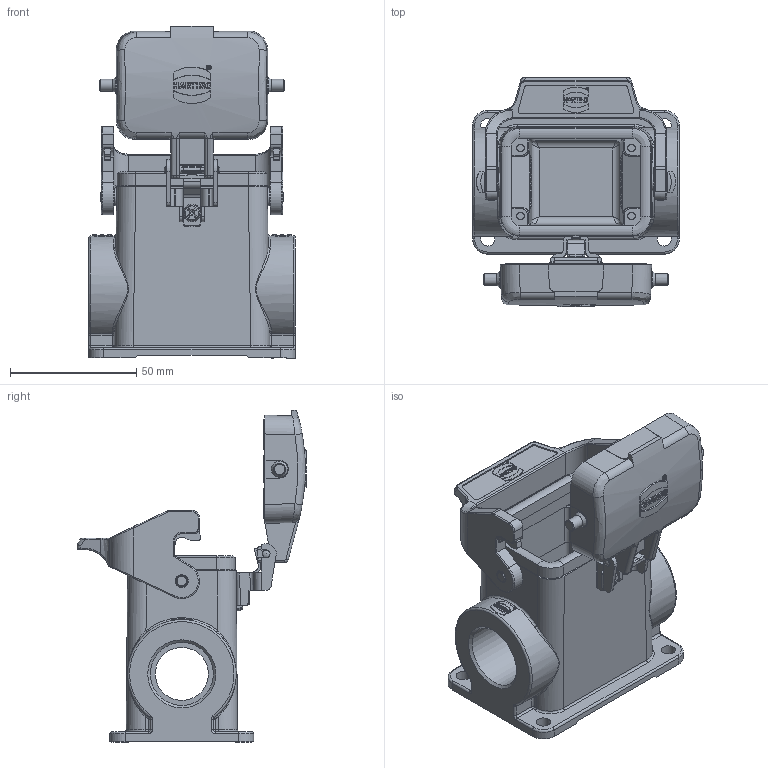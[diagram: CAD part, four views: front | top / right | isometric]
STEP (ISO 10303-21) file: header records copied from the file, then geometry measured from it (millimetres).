
FILE_DESCRIPTION(/* description */ (''),/* implementation_level */ '2;1');
FILE_NAME(/* name */ '100584114ugm000_c.stp',/* time_stamp */ '2017-11-03T12:12:26+01:00',/* author */ (''),/* organization */ (''),/* preprocessor_version */ 'ST-DEVELOPER v16',/* originating_system */ 'SIEMENS PLM Software NX 10.0',/* authorisation */ '');
FILE_SCHEMA (('AUTOMOTIVE_DESIGN { 1 0 10303 214 3 1 1 1 }'));
Products named in the file (1): 100584114ugm000_c
Bounding box: 82 x 91.06 x 131.62 mm (x, y, z)
Volume: 138008.3 mm3; surface area: 60382.4 mm2
Topology: 3 solids, 3 shells, 1270 faces, 3894 edges, 3311 vertices
Faces by surface type: plane 631, cylinder 351, bspline 193, torus 34, cone 29, extrusion 20, sphere 12
Full cylindrical faces by diameter (mm): 0.88 x2, 0.95 x1, 1.04 x2, 1.05 x1, 2 x2, 2.95 x2, 3 x6, 4 x2, 4.75 x2, 4.8 x2, 5 x2, 5.1 x2, 5.6 x4, 6.5 x2, 7 x3, 21 x2, 25 x2
Entity records: 58837 total; most frequent: CARTESIAN_POINT 18851, ORIENTED_EDGE 6340, DIRECTION 5817, EDGE_CURVE 3170, VERTEX_POINT 2060, AXIS2_PLACEMENT_3D 1985, VECTOR 1847, LINE 1827
